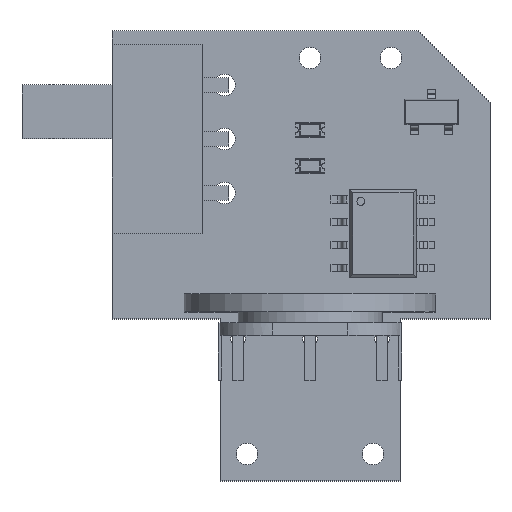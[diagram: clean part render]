
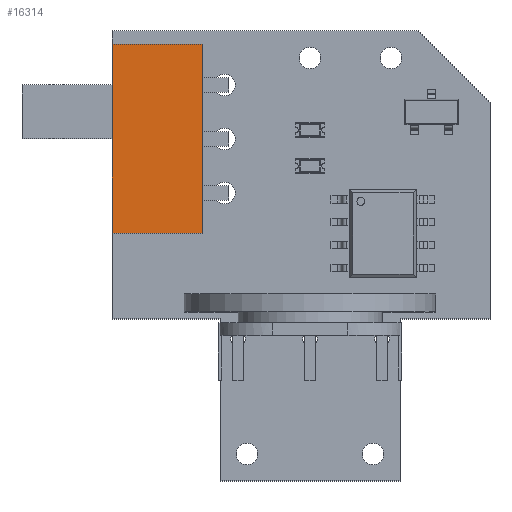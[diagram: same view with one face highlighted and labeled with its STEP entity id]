
A CAD part, top view. The second image highlights one B-rep face of the part: STEP entity #16314.
In plain terms, the highlighted free-form (B-spline) face has degree [1, 1] with [2, 2] control points.
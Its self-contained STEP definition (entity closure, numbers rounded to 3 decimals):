
#14806 = B_SPLINE_SURFACE_WITH_KNOTS('',1,1,(
    (#14807,#14808)
    ,(#14809,#14810
    )),.UNSPECIFIED.,.F.,.F.,.F.,(2,2),(2,2),(0.,10.5),(0.,5.5),
  .PIECEWISE_BEZIER_KNOTS.);
#14807 = CARTESIAN_POINT('',(-5.,0.,0.));
#14808 = CARTESIAN_POINT('',(-5.,-5.5,0.));
#14809 = CARTESIAN_POINT('',(-5.,0.,-10.5));
#14810 = CARTESIAN_POINT('',(-5.,-5.5,-10.5));
#15952 = VERTEX_POINT('',#15953);
#15953 = CARTESIAN_POINT('',(-5.,0.,-10.5));
#15967 = B_SPLINE_SURFACE_WITH_KNOTS('',1,1,(
    (#15968,#15969)
    ,(#15970,#15971
    )),.UNSPECIFIED.,.F.,.F.,.F.,(2,2),(2,2),(0.,5.5),(0.,5.),
  .PIECEWISE_BEZIER_KNOTS.);
#15968 = CARTESIAN_POINT('',(0.,0.,-10.5));
#15969 = CARTESIAN_POINT('',(-5.,0.,-10.5));
#15970 = CARTESIAN_POINT('',(0.,-5.5,-10.5));
#15971 = CARTESIAN_POINT('',(-5.,-5.5,-10.5));
#16004 = VERTEX_POINT('',#16005);
#16005 = CARTESIAN_POINT('',(-5.,0.,0.));
#16017 = B_SPLINE_SURFACE_WITH_KNOTS('',1,1,(
    (#16018,#16019)
    ,(#16020,#16021
    )),.UNSPECIFIED.,.F.,.F.,.F.,(2,2),(2,2),(0.,5.5),(0.,5.),
  .PIECEWISE_BEZIER_KNOTS.);
#16018 = CARTESIAN_POINT('',(0.,-5.5,0.));
#16019 = CARTESIAN_POINT('',(-5.,-5.5,0.));
#16020 = CARTESIAN_POINT('',(0.,0.,0.));
#16021 = CARTESIAN_POINT('',(-5.,0.,0.));
#16028 = EDGE_CURVE('',#16004,#15952,#16029,.T.);
#16029 = SURFACE_CURVE('',#16030,(#16033,#16039),.PCURVE_S1.);
#16030 = B_SPLINE_CURVE_WITH_KNOTS('',1,(#16031,#16032),.UNSPECIFIED.,
  .F.,.F.,(2,2),(0.,10.5),.PIECEWISE_BEZIER_KNOTS.);
#16031 = CARTESIAN_POINT('',(-5.,0.,0.));
#16032 = CARTESIAN_POINT('',(-5.,0.,-10.5));
#16033 = PCURVE('',#14806,#16034);
#16034 = DEFINITIONAL_REPRESENTATION('',(#16035),#16038);
#16035 = B_SPLINE_CURVE_WITH_KNOTS('',1,(#16036,#16037),.UNSPECIFIED.,
  .F.,.F.,(2,2),(0.,10.5),.PIECEWISE_BEZIER_KNOTS.);
#16036 = CARTESIAN_POINT('',(0.,0.));
#16037 = CARTESIAN_POINT('',(10.5,0.));
#16038 = ( GEOMETRIC_REPRESENTATION_CONTEXT(2) 
PARAMETRIC_REPRESENTATION_CONTEXT() REPRESENTATION_CONTEXT('2D SPACE',''
  ) );
#16039 = PCURVE('',#16040,#16045);
#16040 = B_SPLINE_SURFACE_WITH_KNOTS('',1,1,(
    (#16041,#16042)
    ,(#16043,#16044
    )),.UNSPECIFIED.,.F.,.F.,.F.,(2,2),(2,2),(0.,10.5),(0.,5.),
  .PIECEWISE_BEZIER_KNOTS.);
#16041 = CARTESIAN_POINT('',(0.,0.,0.));
#16042 = CARTESIAN_POINT('',(-5.,0.,0.));
#16043 = CARTESIAN_POINT('',(0.,0.,-10.5));
#16044 = CARTESIAN_POINT('',(-5.,0.,-10.5));
#16045 = DEFINITIONAL_REPRESENTATION('',(#16046),#16049);
#16046 = B_SPLINE_CURVE_WITH_KNOTS('',1,(#16047,#16048),.UNSPECIFIED.,
  .F.,.F.,(2,2),(0.,10.5),.PIECEWISE_BEZIER_KNOTS.);
#16047 = CARTESIAN_POINT('',(0.,5.));
#16048 = CARTESIAN_POINT('',(10.5,5.));
#16049 = ( GEOMETRIC_REPRESENTATION_CONTEXT(2) 
PARAMETRIC_REPRESENTATION_CONTEXT() REPRESENTATION_CONTEXT('2D SPACE',''
  ) );
#16166 = VERTEX_POINT('',#16167);
#16167 = CARTESIAN_POINT('',(0.,0.,-10.5));
#16181 = B_SPLINE_SURFACE_WITH_KNOTS('',1,1,(
    (#16182,#16183)
    ,(#16184,#16185
    )),.UNSPECIFIED.,.F.,.F.,.F.,(2,2),(2,2),(0.,10.5),(0.,5.5),
  .PIECEWISE_BEZIER_KNOTS.);
#16182 = CARTESIAN_POINT('',(0.,0.,0.));
#16183 = CARTESIAN_POINT('',(0.,-5.5,0.));
#16184 = CARTESIAN_POINT('',(0.,0.,-10.5));
#16185 = CARTESIAN_POINT('',(0.,-5.5,-10.5));
#16211 = EDGE_CURVE('',#16166,#15952,#16212,.T.);
#16212 = SURFACE_CURVE('',#16213,(#16216,#16222),.PCURVE_S1.);
#16213 = B_SPLINE_CURVE_WITH_KNOTS('',1,(#16214,#16215),.UNSPECIFIED.,
  .F.,.F.,(2,2),(0.,5.),.PIECEWISE_BEZIER_KNOTS.);
#16214 = CARTESIAN_POINT('',(0.,0.,-10.5));
#16215 = CARTESIAN_POINT('',(-5.,0.,-10.5));
#16216 = PCURVE('',#15967,#16217);
#16217 = DEFINITIONAL_REPRESENTATION('',(#16218),#16221);
#16218 = B_SPLINE_CURVE_WITH_KNOTS('',1,(#16219,#16220),.UNSPECIFIED.,
  .F.,.F.,(2,2),(0.,5.),.PIECEWISE_BEZIER_KNOTS.);
#16219 = CARTESIAN_POINT('',(0.,0.));
#16220 = CARTESIAN_POINT('',(-0.,5.));
#16221 = ( GEOMETRIC_REPRESENTATION_CONTEXT(2) 
PARAMETRIC_REPRESENTATION_CONTEXT() REPRESENTATION_CONTEXT('2D SPACE',''
  ) );
#16222 = PCURVE('',#16040,#16223);
#16223 = DEFINITIONAL_REPRESENTATION('',(#16224),#16227);
#16224 = B_SPLINE_CURVE_WITH_KNOTS('',1,(#16225,#16226),.UNSPECIFIED.,
  .F.,.F.,(2,2),(0.,5.),.PIECEWISE_BEZIER_KNOTS.);
#16225 = CARTESIAN_POINT('',(10.5,0.));
#16226 = CARTESIAN_POINT('',(10.5,5.));
#16227 = ( GEOMETRIC_REPRESENTATION_CONTEXT(2) 
PARAMETRIC_REPRESENTATION_CONTEXT() REPRESENTATION_CONTEXT('2D SPACE',''
  ) );
#16276 = VERTEX_POINT('',#16277);
#16277 = CARTESIAN_POINT('',(0.,0.,0.));
#16295 = EDGE_CURVE('',#16276,#16004,#16296,.T.);
#16296 = SURFACE_CURVE('',#16297,(#16300,#16306),.PCURVE_S1.);
#16297 = B_SPLINE_CURVE_WITH_KNOTS('',1,(#16298,#16299),.UNSPECIFIED.,
  .F.,.F.,(2,2),(0.,5.),.PIECEWISE_BEZIER_KNOTS.);
#16298 = CARTESIAN_POINT('',(0.,0.,0.));
#16299 = CARTESIAN_POINT('',(-5.,0.,0.));
#16300 = PCURVE('',#16017,#16301);
#16301 = DEFINITIONAL_REPRESENTATION('',(#16302),#16305);
#16302 = B_SPLINE_CURVE_WITH_KNOTS('',1,(#16303,#16304),.UNSPECIFIED.,
  .F.,.F.,(2,2),(0.,5.),.PIECEWISE_BEZIER_KNOTS.);
#16303 = CARTESIAN_POINT('',(5.5,0.));
#16304 = CARTESIAN_POINT('',(5.5,5.));
#16305 = ( GEOMETRIC_REPRESENTATION_CONTEXT(2) 
PARAMETRIC_REPRESENTATION_CONTEXT() REPRESENTATION_CONTEXT('2D SPACE',''
  ) );
#16306 = PCURVE('',#16040,#16307);
#16307 = DEFINITIONAL_REPRESENTATION('',(#16308),#16311);
#16308 = B_SPLINE_CURVE_WITH_KNOTS('',1,(#16309,#16310),.UNSPECIFIED.,
  .F.,.F.,(2,2),(0.,5.),.PIECEWISE_BEZIER_KNOTS.);
#16309 = CARTESIAN_POINT('',(0.,0.));
#16310 = CARTESIAN_POINT('',(0.,5.));
#16311 = ( GEOMETRIC_REPRESENTATION_CONTEXT(2) 
PARAMETRIC_REPRESENTATION_CONTEXT() REPRESENTATION_CONTEXT('2D SPACE',''
  ) );
#16314 = ADVANCED_FACE('',(#16315),#16040,.T.);
#16315 = FACE_BOUND('',#16316,.T.);
#16316 = EDGE_LOOP('',(#16317,#16335,#16336,#16337));
#16317 = ORIENTED_EDGE('',*,*,#16318,.T.);
#16318 = EDGE_CURVE('',#16276,#16166,#16319,.T.);
#16319 = SURFACE_CURVE('',#16320,(#16323,#16329),.PCURVE_S1.);
#16320 = B_SPLINE_CURVE_WITH_KNOTS('',1,(#16321,#16322),.UNSPECIFIED.,
  .F.,.F.,(2,2),(0.,10.5),.PIECEWISE_BEZIER_KNOTS.);
#16321 = CARTESIAN_POINT('',(0.,0.,0.));
#16322 = CARTESIAN_POINT('',(0.,0.,-10.5));
#16323 = PCURVE('',#16040,#16324);
#16324 = DEFINITIONAL_REPRESENTATION('',(#16325),#16328);
#16325 = B_SPLINE_CURVE_WITH_KNOTS('',1,(#16326,#16327),.UNSPECIFIED.,
  .F.,.F.,(2,2),(0.,10.5),.PIECEWISE_BEZIER_KNOTS.);
#16326 = CARTESIAN_POINT('',(0.,0.));
#16327 = CARTESIAN_POINT('',(10.5,0.));
#16328 = ( GEOMETRIC_REPRESENTATION_CONTEXT(2) 
PARAMETRIC_REPRESENTATION_CONTEXT() REPRESENTATION_CONTEXT('2D SPACE',''
  ) );
#16329 = PCURVE('',#16181,#16330);
#16330 = DEFINITIONAL_REPRESENTATION('',(#16331),#16334);
#16331 = B_SPLINE_CURVE_WITH_KNOTS('',1,(#16332,#16333),.UNSPECIFIED.,
  .F.,.F.,(2,2),(0.,10.5),.PIECEWISE_BEZIER_KNOTS.);
#16332 = CARTESIAN_POINT('',(0.,0.));
#16333 = CARTESIAN_POINT('',(10.5,0.));
#16334 = ( GEOMETRIC_REPRESENTATION_CONTEXT(2) 
PARAMETRIC_REPRESENTATION_CONTEXT() REPRESENTATION_CONTEXT('2D SPACE',''
  ) );
#16335 = ORIENTED_EDGE('',*,*,#16211,.T.);
#16336 = ORIENTED_EDGE('',*,*,#16028,.F.);
#16337 = ORIENTED_EDGE('',*,*,#16295,.F.);
